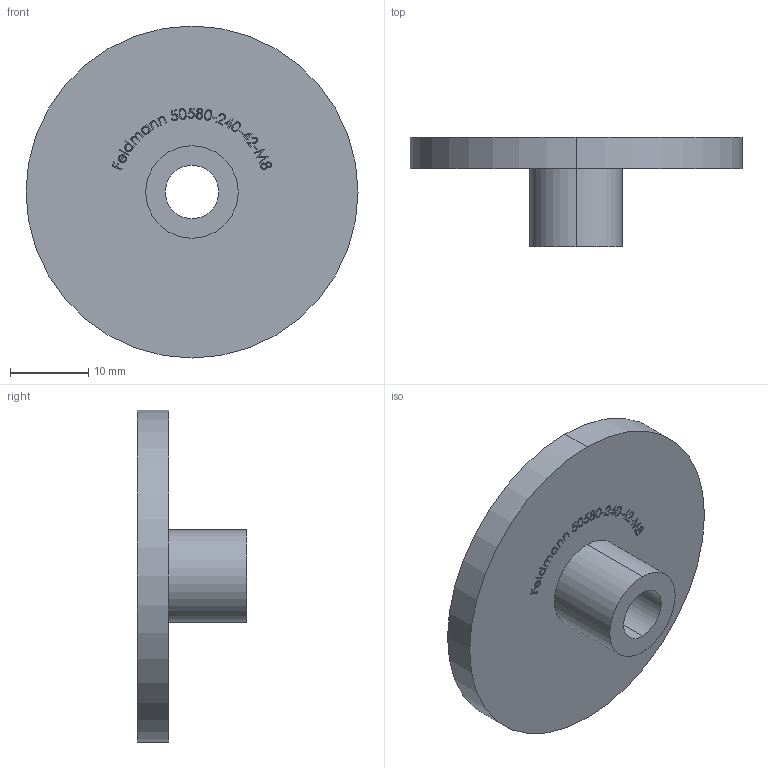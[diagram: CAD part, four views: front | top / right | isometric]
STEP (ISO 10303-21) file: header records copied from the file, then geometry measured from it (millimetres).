
FILE_DESCRIPTION (( 'STEP AP203' ), '1' );
FILE_NAME ('50580-240-42-M8.step', '2018-12-20T12:47:44', ( '' ), ( '' ), 'SwSTEP 2.0', 'SolidWorks 2015', '' );
FILE_SCHEMA (( 'CONFIG_CONTROL_DESIGN' ));
Length unit declared in the file: millimetre
Products named in the file (1): 50580-240-42-M8
Bounding box: 42.4 x 14 x 42.4 mm (x, y, z)
Volume: 6220.5 mm3; surface area: 3955.8 mm2
Topology: 1 solids, 1 shells, 312 faces, 820 edges, 546 vertices
Faces by surface type: plane 167, bspline 137, cylinder 6, cone 2
Entity records: 17409 total; most frequent: CARTESIAN_POINT 10544, ORIENTED_EDGE 1640, DIRECTION 912, EDGE_CURVE 820, VERTEX_POINT 546, VECTOR 532, LINE 532, EDGE_LOOP 350
